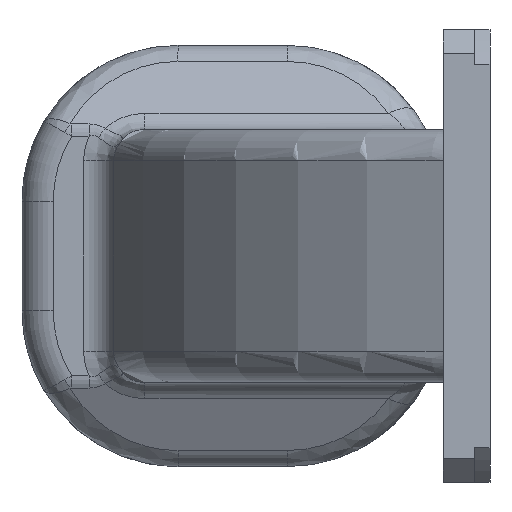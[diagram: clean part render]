
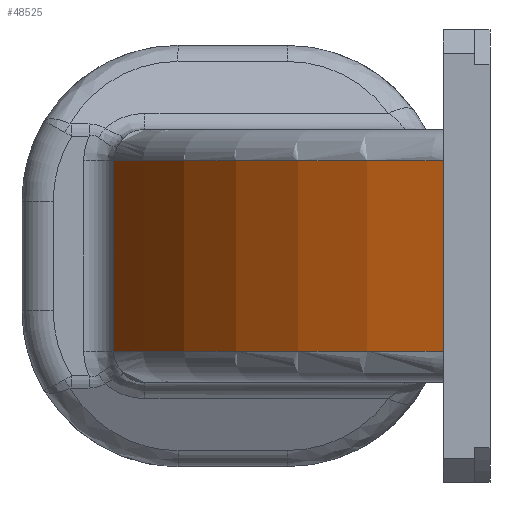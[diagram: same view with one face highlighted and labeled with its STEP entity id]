
A CAD part, left-side view. The second image highlights one B-rep face of the part: STEP entity #48525.
In plain terms, the highlighted cylindrical face has radius 34.5 mm (diameter 69 mm), a partial arc.
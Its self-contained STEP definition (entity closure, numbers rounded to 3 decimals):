
#14351=DIRECTION('',(0.,0.,1.));
#14352=VECTOR('',#14351,12.2);
#14353=CARTESIAN_POINT('',(-17.44,23.126,
-6.1));
#14354=LINE('2043',#14353,#14352);
#14355=CARTESIAN_POINT('',(-7.8,-10.,6.1));
#14356=DIRECTION('',(0.,0.,1.));
#14357=DIRECTION('',(-0.279,0.96,0.));
#14358=AXIS2_PLACEMENT_3D('',#14355,#14356,#14357);
#14360=DIRECTION('',(0.,0.,1.));
#14361=VECTOR('',#14360,12.2);
#14362=CARTESIAN_POINT('',(-40.146,2.,-6.1));
#14363=LINE('2040',#14362,#14361);
#14364=CARTESIAN_POINT('',(-7.8,-10.,-6.1));
#14365=DIRECTION('',(0.,0.,-1.));
#14366=DIRECTION('',(-0.938,0.348,0.));
#14367=AXIS2_PLACEMENT_3D('',#14364,#14365,#14366);
#20507=CARTESIAN_POINT('',(-40.146,2.,-6.1));
#20508=CARTESIAN_POINT('',(-40.146,2.,6.1));
#20509=VERTEX_POINT('',#20507);
#20510=VERTEX_POINT('',#20508);
#20513=CARTESIAN_POINT('',(-17.44,23.126,
-6.1));
#20514=CARTESIAN_POINT('',(-17.44,23.126,
6.1));
#20515=VERTEX_POINT('',#20513);
#20516=VERTEX_POINT('',#20514);
#48513=CARTESIAN_POINT('',(-7.8,-10.,-8.1));
#48514=DIRECTION('',(0.,0.,1.));
#48515=DIRECTION('',(1.,0.,0.));
#48516=AXIS2_PLACEMENT_3D('',#48513,#48514,#48515);
#48517=CYLINDRICAL_SURFACE('294',#48516,34.5);
#48518=ORIENTED_EDGE('2043',*,*,#48497,.T.);
#48519=ORIENTED_EDGE('2047',*,*,#48332,.T.);
#48520=ORIENTED_EDGE('2040',*,*,#25762,.F.);
#48522=ORIENTED_EDGE('2045',*,*,#48521,.T.);
#48523=EDGE_LOOP('294',(#48518,#48519,#48520,#48522));
#48524=FACE_OUTER_BOUND('294',#48523,.F.);
#14359=CIRCLE('2047',#14358,34.5);
#14368=CIRCLE('2045',#14367,34.5);
#25762=EDGE_CURVE('2040',#20509,#20510,#14363,.T.);
#48332=EDGE_CURVE('2047',#20516,#20510,#14359,.T.);
#48497=EDGE_CURVE('2043',#20515,#20516,#14354,.T.);
#48521=EDGE_CURVE('2045',#20509,#20515,#14368,.T.);
#48525=ADVANCED_FACE('294',(#48524),#48517,.T.);
